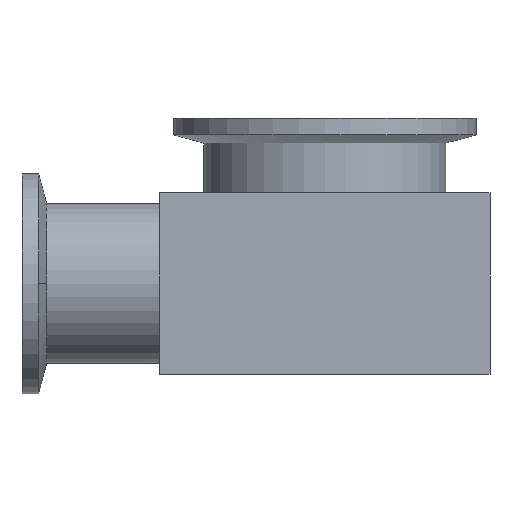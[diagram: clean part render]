
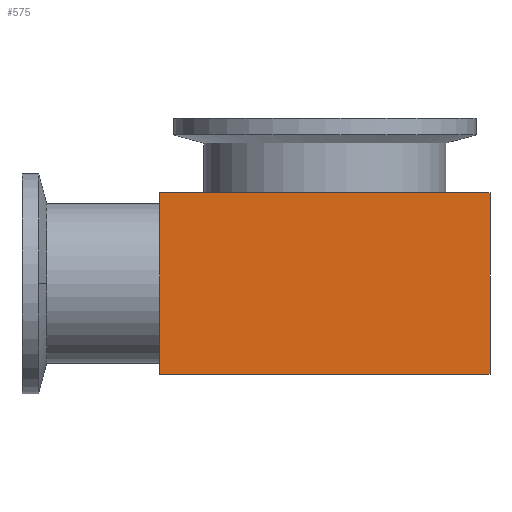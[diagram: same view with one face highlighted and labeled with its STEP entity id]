
A CAD part, front view. The second image highlights one B-rep face of the part: STEP entity #575.
In plain terms, the highlighted planar face has unit normal (0, -1, 0).
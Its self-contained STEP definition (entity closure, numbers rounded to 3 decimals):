
#6 = EDGE_CURVE ( 'NONE', #1159, #269, #1515, .T. ) ;
#14 = EDGE_CURVE ( 'NONE', #260, #269, #248, .T. ) ;
#45 = ORIENTED_EDGE ( 'NONE', *, *, #968, .F. ) ;
#109 = CARTESIAN_POINT ( 'NONE',  ( -30., -30., 16.5 ) ) ;
#174 = DIRECTION ( 'NONE',  ( -1., 0., 0. ) ) ;
#226 = VERTEX_POINT ( 'NONE', #1338 ) ;
#248 = LINE ( 'NONE', #1176, #473 ) ;
#260 = VERTEX_POINT ( 'NONE', #1209 ) ;
#269 = VERTEX_POINT ( 'NONE', #538 ) ;
#313 = DIRECTION ( 'NONE',  ( 1., 0., 0. ) ) ;
#321 = CARTESIAN_POINT ( 'NONE',  ( -30., -30., 16.5 ) ) ;
#351 = EDGE_LOOP ( 'NONE', ( #530, #896, #1245, #45 ) ) ;
#463 = LINE ( 'NONE', #930, #1431 ) ;
#473 = VECTOR ( 'NONE', #313, 1000. ) ;
#504 = VECTOR ( 'NONE', #510, 1000. ) ;
#510 = DIRECTION ( 'NONE',  ( 0., 0., 1. ) ) ;
#514 = CARTESIAN_POINT ( 'NONE',  ( 30., -30., -16.5 ) ) ;
#530 = ORIENTED_EDGE ( 'NONE', *, *, #6, .T. ) ;
#538 = CARTESIAN_POINT ( 'NONE',  ( 30., -30., 16.5 ) ) ;
#575 = ADVANCED_FACE ( 'NONE', ( #1405 ), #1140, .F. ) ;
#768 = VECTOR ( 'NONE', #923, 1000. ) ;
#795 = DIRECTION ( 'NONE',  ( -1., 0., 0. ) ) ;
#861 = EDGE_CURVE ( 'NONE', #226, #260, #1465, .T. ) ;
#874 = AXIS2_PLACEMENT_3D ( 'NONE', #109, #876, #174 ) ;
#876 = DIRECTION ( 'NONE',  ( 0., 1., 0. ) ) ;
#896 = ORIENTED_EDGE ( 'NONE', *, *, #14, .F. ) ;
#923 = DIRECTION ( 'NONE',  ( 0., 0., 1. ) ) ;
#930 = CARTESIAN_POINT ( 'NONE',  ( -30., -30., -16.5 ) ) ;
#968 = EDGE_CURVE ( 'NONE', #1159, #226, #463, .T. ) ;
#1046 = CARTESIAN_POINT ( 'NONE',  ( 30., -30., 16.5 ) ) ;
#1140 = PLANE ( 'NONE',  #874 ) ;
#1159 = VERTEX_POINT ( 'NONE', #514 ) ;
#1176 = CARTESIAN_POINT ( 'NONE',  ( -30., -30., 16.5 ) ) ;
#1209 = CARTESIAN_POINT ( 'NONE',  ( -30., -30., 16.5 ) ) ;
#1245 = ORIENTED_EDGE ( 'NONE', *, *, #861, .F. ) ;
#1338 = CARTESIAN_POINT ( 'NONE',  ( -30., -30., -16.5 ) ) ;
#1405 = FACE_OUTER_BOUND ( 'NONE', #351, .T. ) ;
#1431 = VECTOR ( 'NONE', #795, 1000. ) ;
#1465 = LINE ( 'NONE', #321, #768 ) ;
#1515 = LINE ( 'NONE', #1046, #504 ) ;
